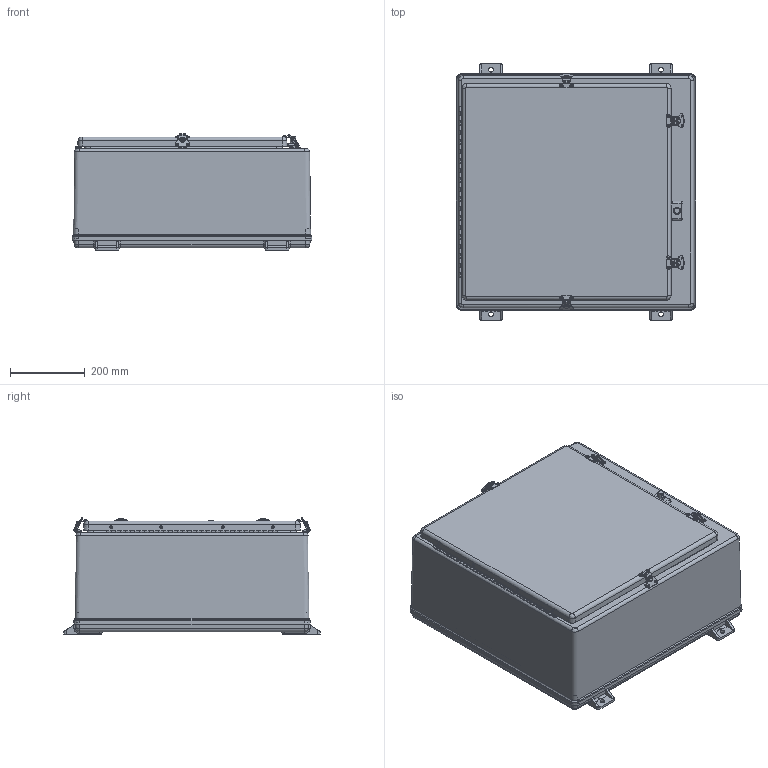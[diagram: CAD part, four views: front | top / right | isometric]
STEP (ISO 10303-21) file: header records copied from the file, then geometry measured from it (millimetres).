
FILE_DESCRIPTION(/* description */ (''),/* implementation_level */ '2;1');
FILE_NAME(/* name */ 'HW-N4X242410CH.stp',/* time_stamp */ '2014-03-14T06:34:17-05:00',/* author */ ('pmescher'),/* organization */ (''),/* preprocessor_version */ 'ST-DEVELOPER v15.2',/* originating_system */ 'Autodesk Inventor 2014',/* authorisation */ '');
FILE_SCHEMA (('AUTOMOTIVE_DESIGN { 1 0 10303 214 3 1 1 }'));
Length unit declared in the file: inch
Products named in the file (26): WPN242410SHWT; WPN2424B; WPN242410HWTPCVR; N242410G; WPN2424HWU; LL150  LATCH KEEPER PAD; LL150 LATCH RIVET PIN; LL150 KEEPER PAD ASSEMBLY; LL150 LATCH CAM; LL150 LATCH WING; LL150 LATCH BASE; LL150 LATCH HINGE PIN; N SERIES LL150 LATCH; WT150 LATCH BASE; N SERIES WT LL150 LATCH; 10-24 X 0.375 DP BRASS INSERT; HASP; HASP INSERT; HASP SCREW; HASP ASSEMBLY; SS HINGE PIN (18); SS HINGE COVER (18); SS HINGE BASE  (18); 0.13 RIVET PIN; 18; N242410HWT_STP
Bounding box: 641.35 x 685.8 x 310.9 mm (x, y, z)
Volume: 8259893.4 mm3; surface area: 3438660.1 mm2
Topology: 56 solids, 56 shells, 1513 faces, 3673 edges, 2255 vertices
Faces by surface type: cylinder 594, plane 578, torus 155, bspline 96, sphere 50, cone 40
Full cylindrical faces by diameter (mm): 1.587 x16, 1.651 x8, 3.175 x37, 3.302 x48, 3.429 x8, 3.5 x8, 3.556 x16, 3.683 x2, 3.969 x8, 4.762 x8, 5.08 x8, 5.105 x1, 5.11 x1, 6.35 x1, 7.137 x6, 7.544 x8, 8.64 x2, 10.312 x1, 12.954 x2, 12.959 x2, 14.3 x4
Entity records: 31062 total; most frequent: CARTESIAN_POINT 9015, DIRECTION 4666, ORIENTED_EDGE 4170, EDGE_CURVE 2085, AXIS2_PLACEMENT_3D 1779, VERTEX_POINT 1388, EDGE_LOOP 1243, LINE 1108
